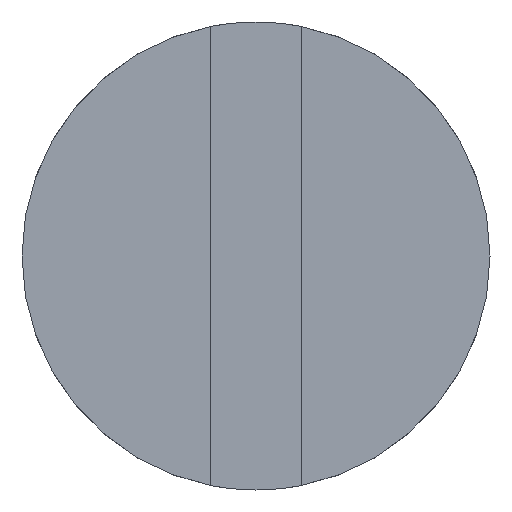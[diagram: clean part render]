
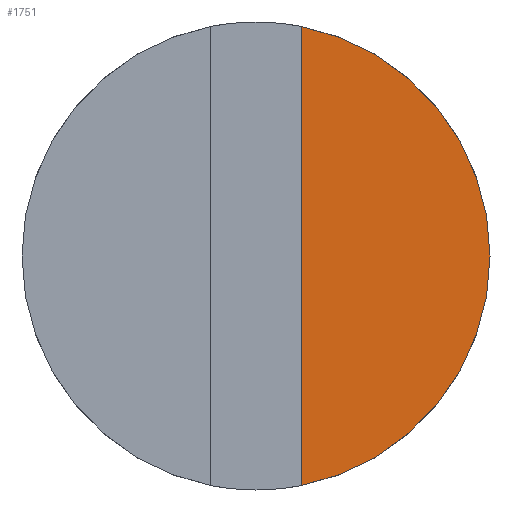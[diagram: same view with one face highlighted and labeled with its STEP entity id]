
A CAD part, left-side view. The second image highlights one B-rep face of the part: STEP entity #1751.
In plain terms, the highlighted planar face has unit normal (-1, 0, 0).
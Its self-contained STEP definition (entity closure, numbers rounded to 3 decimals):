
#264 = DIRECTION ( 'NONE',  ( 0., 0., 1. ) ) ;
#338 = ORIENTED_EDGE ( 'NONE', *, *, #2779, .T. ) ;
#480 = CARTESIAN_POINT ( 'NONE',  ( 0., -0.4, -2.011 ) ) ;
#803 = DIRECTION ( 'NONE',  ( 1., 0., 0. ) ) ;
#1244 = EDGE_CURVE ( 'NONE', #2078, #1543, #1958, .T. ) ;
#1358 = FACE_OUTER_BOUND ( 'NONE', #2945, .T. ) ;
#1429 = CARTESIAN_POINT ( 'NONE',  ( 0., 2.05, 0. ) ) ;
#1531 = CARTESIAN_POINT ( 'NONE',  ( 0., -0.4, 2.011 ) ) ;
#1543 = VERTEX_POINT ( 'NONE', #480 ) ;
#1545 = CIRCLE ( 'NONE', #2948, 2.05 ) ;
#1751 = ADVANCED_FACE ( 'NONE', ( #1358 ), #1967, .F. ) ;
#1958 = LINE ( 'NONE', #3075, #2130 ) ;
#1967 = PLANE ( 'NONE',  #2447 ) ;
#2078 = VERTEX_POINT ( 'NONE', #1531 ) ;
#2130 = VECTOR ( 'NONE', #2207, 1000. ) ;
#2207 = DIRECTION ( 'NONE',  ( 0., 0., -1. ) ) ;
#2447 = AXIS2_PLACEMENT_3D ( 'NONE', #1429, #803, #2463 ) ;
#2463 = DIRECTION ( 'NONE',  ( 0., 0., -1. ) ) ;
#2467 = CARTESIAN_POINT ( 'NONE',  ( 0., 0., 0. ) ) ;
#2779 = EDGE_CURVE ( 'NONE', #1543, #2078, #1545, .T. ) ;
#2806 = ORIENTED_EDGE ( 'NONE', *, *, #1244, .T. ) ;
#2945 = EDGE_LOOP ( 'NONE', ( #2806, #338 ) ) ;
#2948 = AXIS2_PLACEMENT_3D ( 'NONE', #2467, #3584, #264 ) ;
#3075 = CARTESIAN_POINT ( 'NONE',  ( 0., -0.4, -2.05 ) ) ;
#3584 = DIRECTION ( 'NONE',  ( -1., 0., 0. ) ) ;
